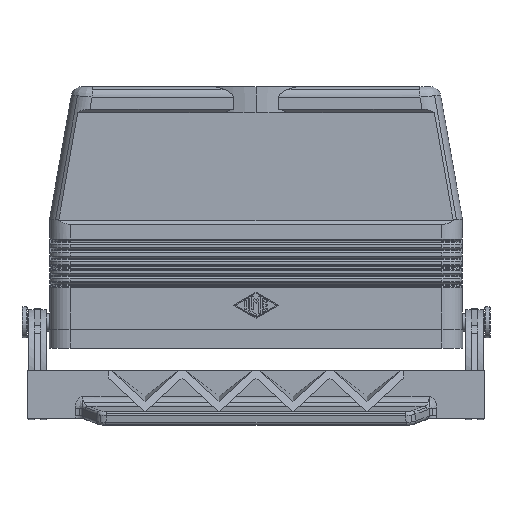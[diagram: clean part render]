
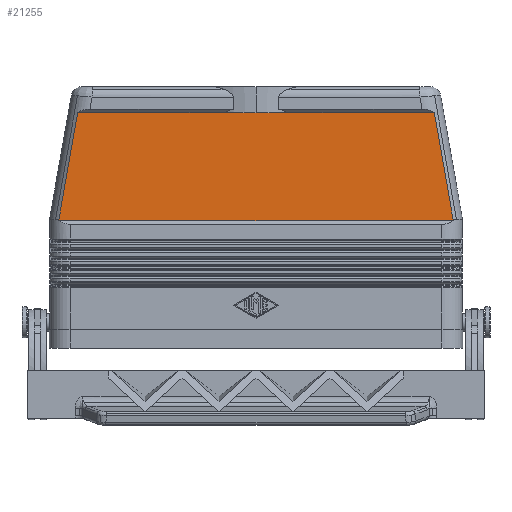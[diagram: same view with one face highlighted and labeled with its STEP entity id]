
A CAD part, front view. The second image highlights one B-rep face of the part: STEP entity #21255.
In plain terms, the highlighted planar face has unit normal (0, -1, 0).
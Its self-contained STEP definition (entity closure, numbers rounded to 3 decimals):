
#4816=CARTESIAN_POINT('',(-57.317,-20.5,37.265));
#4817=VERTEX_POINT('',#4816);
#4825=CARTESIAN_POINT('',(-51.809,-20.5,68.5));
#4826=VERTEX_POINT('',#4825);
#4827=CARTESIAN_POINT('',(-57.317,-20.5,37.265));
#4828=DIRECTION('',(0.174,0.,0.985));
#4829=VECTOR('',#4828,31.717);
#4830=LINE('',#4827,#4829);
#4831=EDGE_CURVE('',#4817,#4826,#4830,.T.);
#5011=CARTESIAN_POINT('',(9.274,-20.5,68.5));
#5012=VERTEX_POINT('',#5011);
#5205=CARTESIAN_POINT('',(51.809,-20.5,68.5));
#5206=VERTEX_POINT('',#5205);
#5214=CARTESIAN_POINT('',(57.317,-20.5,37.265));
#5215=VERTEX_POINT('',#5214);
#5216=CARTESIAN_POINT('',(51.809,-20.5,68.5));
#5217=DIRECTION('',(0.174,0.,-0.985));
#5218=VECTOR('',#5217,31.717);
#5219=LINE('',#5216,#5218);
#5220=EDGE_CURVE('',#5206,#5215,#5219,.T.);
#20773=CARTESIAN_POINT('',(-9.274,-20.5,68.5));
#20774=VERTEX_POINT('',#20773);
#20775=CARTESIAN_POINT('',(9.274,-20.5,68.5));
#20776=DIRECTION('',(-1.0,0.0,0.0));
#20777=VECTOR('',#20776,18.547);
#20778=LINE('',#20775,#20777);
#20779=EDGE_CURVE('',#5012,#20774,#20778,.T.);
#20894=CARTESIAN_POINT('',(51.809,-20.5,68.5));
#20895=DIRECTION('',(-1.0,0.0,0.0));
#20896=VECTOR('',#20895,42.535);
#20897=LINE('',#20894,#20896);
#20898=EDGE_CURVE('',#5206,#5012,#20897,.T.);
#20923=CARTESIAN_POINT('',(-9.274,-20.5,68.5));
#20924=DIRECTION('',(-1.0,0.0,0.0));
#20925=VECTOR('',#20924,42.535);
#20926=LINE('',#20923,#20925);
#20927=EDGE_CURVE('',#20774,#4826,#20926,.T.);
#21221=CARTESIAN_POINT('',(0.0,-20.5,68.5));
#21222=DIRECTION('',(0.0,1.0,0.0));
#21223=DIRECTION('',(0.0,0.0,1.0));
#21224=AXIS2_PLACEMENT_3D('',#21221,#21222,#21223);
#21225=PLANE('',#21224);
#21226=ORIENTED_EDGE('',*,*,#4831,.F.);
#21227=CARTESIAN_POINT('',(-57.317,-20.5,37.));
#21228=VERTEX_POINT('',#21227);
#21229=CARTESIAN_POINT('',(-57.317,-20.5,37.));
#21230=DIRECTION('',(0.0,0.0,1.0));
#21231=VECTOR('',#21230,0.265);
#21232=LINE('',#21229,#21231);
#21233=EDGE_CURVE('',#21228,#4817,#21232,.T.);
#21234=ORIENTED_EDGE('',*,*,#21233,.F.);
#21235=CARTESIAN_POINT('',(57.317,-20.5,37.));
#21236=VERTEX_POINT('',#21235);
#21237=CARTESIAN_POINT('',(57.317,-20.5,37.));
#21238=DIRECTION('',(-1.0,0.0,0.0));
#21239=VECTOR('',#21238,114.633);
#21240=LINE('',#21237,#21239);
#21241=EDGE_CURVE('',#21236,#21228,#21240,.T.);
#21242=ORIENTED_EDGE('',*,*,#21241,.F.);
#21243=CARTESIAN_POINT('',(57.317,-20.5,37.265));
#21244=DIRECTION('',(0.0,0.0,-1.0));
#21245=VECTOR('',#21244,0.265);
#21246=LINE('',#21243,#21245);
#21247=EDGE_CURVE('',#5215,#21236,#21246,.T.);
#21248=ORIENTED_EDGE('',*,*,#21247,.F.);
#21249=ORIENTED_EDGE('',*,*,#5220,.F.);
#21250=ORIENTED_EDGE('',*,*,#20898,.T.);
#21251=ORIENTED_EDGE('',*,*,#20779,.T.);
#21252=ORIENTED_EDGE('',*,*,#20927,.T.);
#21253=EDGE_LOOP('',(#21226,#21234,#21242,#21248,#21249,#21250,#21251,#21252));
#21254=FACE_OUTER_BOUND('',#21253,.T.);
#21255=ADVANCED_FACE('',(#21254),#21225,.F.);
